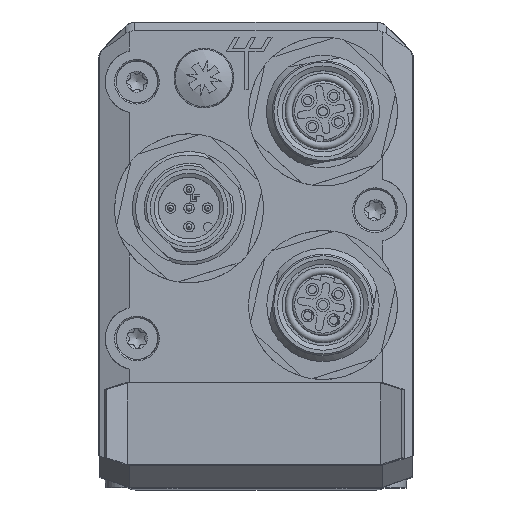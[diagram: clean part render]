
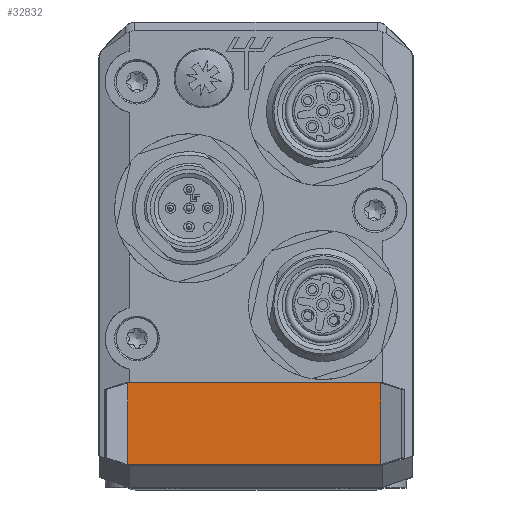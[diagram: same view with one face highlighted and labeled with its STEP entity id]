
A CAD part, top view. The second image highlights one B-rep face of the part: STEP entity #32832.
In plain terms, the highlighted planar face has unit normal (0, 0, 1).
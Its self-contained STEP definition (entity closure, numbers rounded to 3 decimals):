
#2853=FACE_OUTER_BOUND('',#4688,.T.);
#4688=EDGE_LOOP('',(#22075,#22076,#22077,#22078));
#7668=LINE('',#46812,#10246);
#7669=LINE('',#46814,#10247);
#7670=LINE('',#46816,#10248);
#7671=LINE('',#46817,#10249);
#10246=VECTOR('',#38891,10.);
#10247=VECTOR('',#38892,10.);
#10248=VECTOR('',#38893,10.);
#10249=VECTOR('',#38894,10.);
#12914=VERTEX_POINT('',#46810);
#12915=VERTEX_POINT('',#46811);
#12916=VERTEX_POINT('',#46813);
#12917=VERTEX_POINT('',#46815);
#16387=EDGE_CURVE('',#12914,#12915,#7668,.T.);
#16388=EDGE_CURVE('',#12915,#12916,#7669,.T.);
#16389=EDGE_CURVE('',#12916,#12917,#7670,.T.);
#16390=EDGE_CURVE('',#12917,#12914,#7671,.T.);
#22075=ORIENTED_EDGE('',*,*,#16387,.T.);
#22076=ORIENTED_EDGE('',*,*,#16388,.T.);
#22077=ORIENTED_EDGE('',*,*,#16389,.T.);
#22078=ORIENTED_EDGE('',*,*,#16390,.T.);
#30071=PLANE('',#35032);
#32832=ADVANCED_FACE('',(#2853),#30071,.T.);
#35032=AXIS2_PLACEMENT_3D('',#46809,#38889,#38890);
#38889=DIRECTION('center_axis',(0.,0.,
1.));
#38890=DIRECTION('ref_axis',(-1.,0.,0.));
#38891=DIRECTION('',(1.,0.,0.));
#38892=DIRECTION('',(0.,1.,0.));
#38893=DIRECTION('',(-1.,0.,0.));
#38894=DIRECTION('',(0.,-1.,0.));
#46809=CARTESIAN_POINT('Origin',(-0.25,-32.95,90.));
#46810=CARTESIAN_POINT('',(-17.25,-38.45,90.));
#46811=CARTESIAN_POINT('',(16.75,-38.45,90.));
#46812=CARTESIAN_POINT('',(16.75,-38.45,90.));
#46813=CARTESIAN_POINT('',(16.75,-27.45,90.));
#46814=CARTESIAN_POINT('',(16.75,-27.45,90.));
#46815=CARTESIAN_POINT('',(-17.25,-27.45,90.));
#46816=CARTESIAN_POINT('',(-17.25,-27.45,90.));
#46817=CARTESIAN_POINT('',(-17.25,-38.45,90.));
